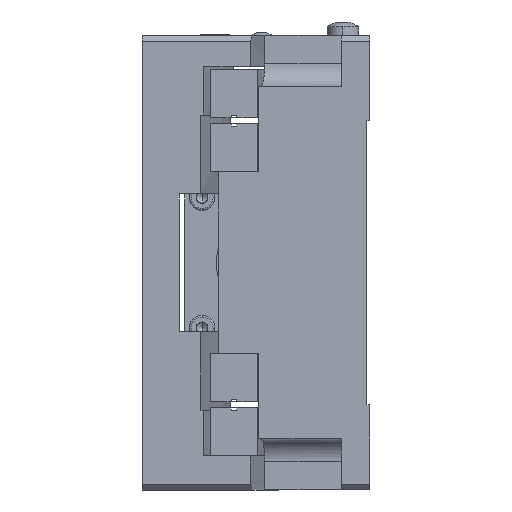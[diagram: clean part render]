
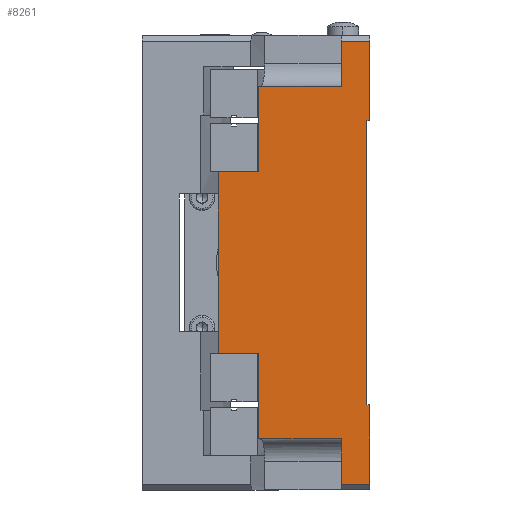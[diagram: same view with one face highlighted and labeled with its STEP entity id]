
A CAD part, left-side view. The second image highlights one B-rep face of the part: STEP entity #8261.
In plain terms, the highlighted planar face has unit normal (-1, 0, 0).
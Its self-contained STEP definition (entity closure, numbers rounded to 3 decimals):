
#105 = CARTESIAN_POINT ( 'NONE',  ( -40., 5., 40. ) ) ;
#197 = DIRECTION ( 'NONE',  ( 0., 0., -1. ) ) ;
#217 = LINE ( 'NONE', #9383, #20591 ) ;
#490 = LINE ( 'NONE', #5317, #20020 ) ;
#500 = VECTOR ( 'NONE', #13418, 1000. ) ;
#655 = ORIENTED_EDGE ( 'NONE', *, *, #32480, .T. ) ;
#825 = VECTOR ( 'NONE', #21372, 1000. ) ;
#1051 = LINE ( 'NONE', #28764, #5601 ) ;
#1161 = VERTEX_POINT ( 'NONE', #21923 ) ;
#1796 = DIRECTION ( 'NONE',  ( 0., 0., -1. ) ) ;
#2016 = LINE ( 'NONE', #32351, #24024 ) ;
#2377 = VERTEX_POINT ( 'NONE', #18765 ) ;
#2642 = DIRECTION ( 'NONE',  ( 0., 1., 0. ) ) ;
#2669 = ORIENTED_EDGE ( 'NONE', *, *, #27676, .F. ) ;
#3145 = DIRECTION ( 'NONE',  ( 0., -1., 0. ) ) ;
#3935 = LINE ( 'NONE', #31953, #24279 ) ;
#4340 = CARTESIAN_POINT ( 'NONE',  ( -40., 19.5, -16. ) ) ;
#4434 = EDGE_CURVE ( 'NONE', #20382, #32196, #23743, .T. ) ;
#4976 = DIRECTION ( 'NONE',  ( 0., 0., -1. ) ) ;
#5188 = CARTESIAN_POINT ( 'NONE',  ( -40., 0.5, 25. ) ) ;
#5250 = LINE ( 'NONE', #13668, #25599 ) ;
#5317 = CARTESIAN_POINT ( 'NONE',  ( -40., 26.63, 16. ) ) ;
#5583 = EDGE_CURVE ( 'NONE', #21769, #24814, #6638, .T. ) ;
#5601 = VECTOR ( 'NONE', #23571, 1000. ) ;
#5700 = DIRECTION ( 'NONE',  ( 0., -1., 0. ) ) ;
#6162 = CARTESIAN_POINT ( 'NONE',  ( -40., 26.63, 31. ) ) ;
#6638 = LINE ( 'NONE', #28594, #29828 ) ;
#7076 = LINE ( 'NONE', #15554, #825 ) ;
#7164 = CARTESIAN_POINT ( 'NONE',  ( -40., 19.5, -16. ) ) ;
#7402 = LINE ( 'NONE', #6162, #31459 ) ;
#7570 = CARTESIAN_POINT ( 'NONE',  ( -40., 0., 39. ) ) ;
#7999 = EDGE_CURVE ( 'NONE', #21769, #27352, #1051, .T. ) ;
#8016 = CARTESIAN_POINT ( 'NONE',  ( -40., 0.5, -25. ) ) ;
#8261 = ADVANCED_FACE ( 'NONE', ( #8478 ), #17523, .F. ) ;
#8478 = FACE_OUTER_BOUND ( 'NONE', #21698, .T. ) ;
#8714 = DIRECTION ( 'NONE',  ( 0., -1., 0. ) ) ;
#9383 = CARTESIAN_POINT ( 'NONE',  ( -40., 26.63, -16. ) ) ;
#9437 = ORIENTED_EDGE ( 'NONE', *, *, #7999, .T. ) ;
#10415 = DIRECTION ( 'NONE',  ( 1., 0., 0. ) ) ;
#10730 = CARTESIAN_POINT ( 'NONE',  ( -40., 0., -39. ) ) ;
#10862 = LINE ( 'NONE', #14228, #22116 ) ;
#11381 = CARTESIAN_POINT ( 'NONE',  ( -40., 0.5, 25. ) ) ;
#11442 = CARTESIAN_POINT ( 'NONE',  ( -40., 5., -39. ) ) ;
#12322 = CARTESIAN_POINT ( 'NONE',  ( -40., 26.63, -31. ) ) ;
#12610 = CARTESIAN_POINT ( 'NONE',  ( -40., 5., -31. ) ) ;
#13418 = DIRECTION ( 'NONE',  ( 0., 0., 1. ) ) ;
#13443 = DIRECTION ( 'NONE',  ( 0., -1., 0. ) ) ;
#13668 = CARTESIAN_POINT ( 'NONE',  ( -40., 0.5, 25. ) ) ;
#13700 = ORIENTED_EDGE ( 'NONE', *, *, #13729, .T. ) ;
#13729 = EDGE_CURVE ( 'NONE', #17220, #26103, #490, .T. ) ;
#13871 = DIRECTION ( 'NONE',  ( 0., 0., -1. ) ) ;
#14181 = VECTOR ( 'NONE', #21443, 1000. ) ;
#14228 = CARTESIAN_POINT ( 'NONE',  ( -40., 19.5, 16. ) ) ;
#14819 = CARTESIAN_POINT ( 'NONE',  ( -40., 26.63, -16. ) ) ;
#15147 = DIRECTION ( 'NONE',  ( 0., 0., -1. ) ) ;
#15223 = ORIENTED_EDGE ( 'NONE', *, *, #23510, .T. ) ;
#15458 = CARTESIAN_POINT ( 'NONE',  ( -40., 5., 39. ) ) ;
#15554 = CARTESIAN_POINT ( 'NONE',  ( -40., 26.63, 40. ) ) ;
#15616 = ORIENTED_EDGE ( 'NONE', *, *, #27427, .F. ) ;
#16236 = CARTESIAN_POINT ( 'NONE',  ( -40., 0.5, -25. ) ) ;
#16643 = ORIENTED_EDGE ( 'NONE', *, *, #22640, .T. ) ;
#17182 = VECTOR ( 'NONE', #28336, 1000. ) ;
#17220 = VERTEX_POINT ( 'NONE', #28068 ) ;
#17523 = PLANE ( 'NONE',  #18543 ) ;
#18099 = LINE ( 'NONE', #24041, #23497 ) ;
#18429 = CARTESIAN_POINT ( 'NONE',  ( -40., 26.63, 40. ) ) ;
#18543 = AXIS2_PLACEMENT_3D ( 'NONE', #18429, #10415, #4976 ) ;
#18765 = CARTESIAN_POINT ( 'NONE',  ( -40., 19.5, -31. ) ) ;
#19263 = ORIENTED_EDGE ( 'NONE', *, *, #5583, .F. ) ;
#19505 = EDGE_CURVE ( 'NONE', #27352, #1161, #3935, .T. ) ;
#19626 = LINE ( 'NONE', #105, #500 ) ;
#20020 = VECTOR ( 'NONE', #2642, 1000. ) ;
#20179 = CARTESIAN_POINT ( 'NONE',  ( -40., 0., -25. ) ) ;
#20382 = VERTEX_POINT ( 'NONE', #11381 ) ;
#20591 = VECTOR ( 'NONE', #33125, 1000. ) ;
#20665 = CARTESIAN_POINT ( 'NONE',  ( -40., 26.63, 16. ) ) ;
#21284 = VERTEX_POINT ( 'NONE', #10730 ) ;
#21372 = DIRECTION ( 'NONE',  ( 0., 0., -1. ) ) ;
#21443 = DIRECTION ( 'NONE',  ( 0., 0., -1. ) ) ;
#21698 = EDGE_LOOP ( 'NONE', ( #31812, #15223, #15616, #22094, #655, #25431, #2669, #32573, #25094, #19263, #9437, #30338, #22316, #32981, #13700, #16643 ) ) ;
#21769 = VERTEX_POINT ( 'NONE', #7570 ) ;
#21923 = CARTESIAN_POINT ( 'NONE',  ( -40., 5., 31. ) ) ;
#22047 = VERTEX_POINT ( 'NONE', #14819 ) ;
#22094 = ORIENTED_EDGE ( 'NONE', *, *, #28125, .F. ) ;
#22116 = VECTOR ( 'NONE', #13871, 1000. ) ;
#22316 = ORIENTED_EDGE ( 'NONE', *, *, #32342, .F. ) ;
#22640 = EDGE_CURVE ( 'NONE', #26103, #22047, #7076, .T. ) ;
#23091 = VERTEX_POINT ( 'NONE', #12610 ) ;
#23497 = VECTOR ( 'NONE', #26263, 1000. ) ;
#23510 = EDGE_CURVE ( 'NONE', #33422, #2377, #25721, .T. ) ;
#23571 = DIRECTION ( 'NONE',  ( 0., 1., 0. ) ) ;
#23612 = CARTESIAN_POINT ( 'NONE',  ( -40., 19.5, 31. ) ) ;
#23743 = LINE ( 'NONE', #5188, #14181 ) ;
#23804 = LINE ( 'NONE', #16236, #24631 ) ;
#23937 = VERTEX_POINT ( 'NONE', #20179 ) ;
#24024 = VECTOR ( 'NONE', #8714, 1000. ) ;
#24041 = CARTESIAN_POINT ( 'NONE',  ( -40., 0., 40. ) ) ;
#24279 = VECTOR ( 'NONE', #197, 1000. ) ;
#24631 = VECTOR ( 'NONE', #3145, 1000. ) ;
#24814 = VERTEX_POINT ( 'NONE', #27532 ) ;
#25094 = ORIENTED_EDGE ( 'NONE', *, *, #34363, .T. ) ;
#25431 = ORIENTED_EDGE ( 'NONE', *, *, #25661, .F. ) ;
#25599 = VECTOR ( 'NONE', #13443, 1000. ) ;
#25661 = EDGE_CURVE ( 'NONE', #23937, #21284, #18099, .T. ) ;
#25721 = LINE ( 'NONE', #4340, #33526 ) ;
#25933 = EDGE_CURVE ( 'NONE', #22047, #33422, #217, .T. ) ;
#26103 = VERTEX_POINT ( 'NONE', #20665 ) ;
#26263 = DIRECTION ( 'NONE',  ( 0., 0., -1. ) ) ;
#27352 = VERTEX_POINT ( 'NONE', #15458 ) ;
#27427 = EDGE_CURVE ( 'NONE', #23091, #2377, #34123, .T. ) ;
#27532 = CARTESIAN_POINT ( 'NONE',  ( -40., 0., 25. ) ) ;
#27676 = EDGE_CURVE ( 'NONE', #32196, #23937, #23804, .T. ) ;
#28068 = CARTESIAN_POINT ( 'NONE',  ( -40., 19.5, 16. ) ) ;
#28125 = EDGE_CURVE ( 'NONE', #31898, #23091, #19626, .T. ) ;
#28336 = DIRECTION ( 'NONE',  ( 0., 1., 0. ) ) ;
#28594 = CARTESIAN_POINT ( 'NONE',  ( -40., 0., 40. ) ) ;
#28764 = CARTESIAN_POINT ( 'NONE',  ( -40., 20.437, 39. ) ) ;
#29828 = VECTOR ( 'NONE', #15147, 1000. ) ;
#30338 = ORIENTED_EDGE ( 'NONE', *, *, #19505, .T. ) ;
#30341 = EDGE_CURVE ( 'NONE', #33731, #17220, #10862, .T. ) ;
#31459 = VECTOR ( 'NONE', #5700, 1000. ) ;
#31812 = ORIENTED_EDGE ( 'NONE', *, *, #25933, .T. ) ;
#31898 = VERTEX_POINT ( 'NONE', #11442 ) ;
#31953 = CARTESIAN_POINT ( 'NONE',  ( -40., 5., 40. ) ) ;
#32196 = VERTEX_POINT ( 'NONE', #8016 ) ;
#32342 = EDGE_CURVE ( 'NONE', #33731, #1161, #7402, .T. ) ;
#32351 = CARTESIAN_POINT ( 'NONE',  ( -40., 26.63, -39. ) ) ;
#32480 = EDGE_CURVE ( 'NONE', #31898, #21284, #2016, .T. ) ;
#32573 = ORIENTED_EDGE ( 'NONE', *, *, #4434, .F. ) ;
#32981 = ORIENTED_EDGE ( 'NONE', *, *, #30341, .T. ) ;
#33125 = DIRECTION ( 'NONE',  ( 0., -1., 0. ) ) ;
#33422 = VERTEX_POINT ( 'NONE', #7164 ) ;
#33526 = VECTOR ( 'NONE', #1796, 1000. ) ;
#33731 = VERTEX_POINT ( 'NONE', #23612 ) ;
#34123 = LINE ( 'NONE', #12322, #17182 ) ;
#34363 = EDGE_CURVE ( 'NONE', #20382, #24814, #5250, .T. ) ;
